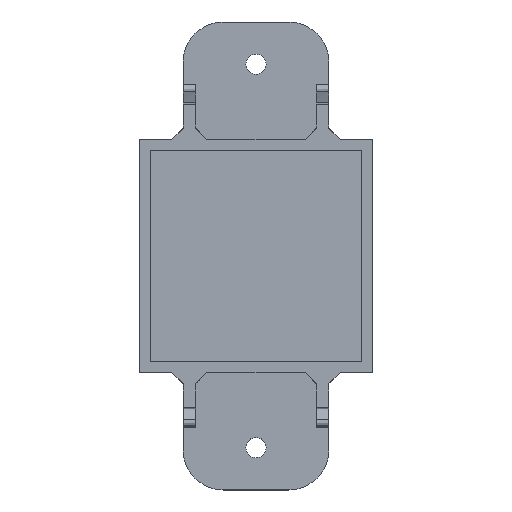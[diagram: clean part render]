
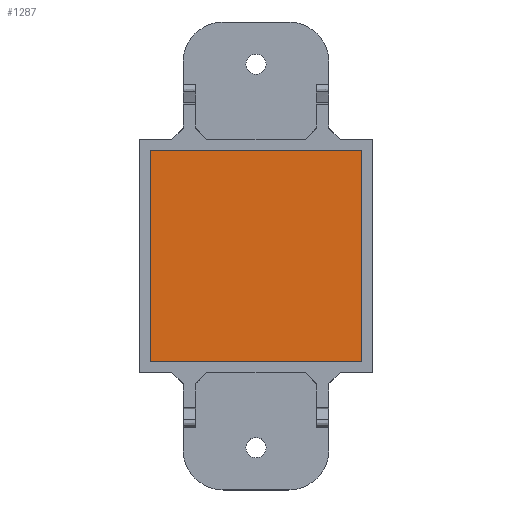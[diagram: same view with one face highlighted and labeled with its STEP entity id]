
A CAD part, top view. The second image highlights one B-rep face of the part: STEP entity #1287.
In plain terms, the highlighted planar face has unit normal (0, 0, 1).
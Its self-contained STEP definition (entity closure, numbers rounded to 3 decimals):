
#89=PLANE('',#1370);
#214=LINE('',#2736,#348);
#217=LINE('',#2742,#351);
#220=LINE('',#2746,#354);
#221=LINE('',#2748,#355);
#348=VECTOR('',#1615,10.);
#351=VECTOR('',#1620,10.);
#354=VECTOR('',#1625,10.);
#355=VECTOR('',#1628,10.);
#440=FACE_OUTER_BOUND('',#512,.T.);
#512=EDGE_LOOP('',(#1206,#1207,#1208,#1209));
#660=VERTEX_POINT('',#2734);
#661=VERTEX_POINT('',#2735);
#662=VERTEX_POINT('',#2740);
#663=VERTEX_POINT('',#2741);
#839=EDGE_CURVE('',#660,#661,#214,.T.);
#842=EDGE_CURVE('',#662,#663,#217,.T.);
#845=EDGE_CURVE('',#661,#662,#220,.T.);
#846=EDGE_CURVE('',#663,#660,#221,.T.);
#1206=ORIENTED_EDGE('',*,*,#839,.F.);
#1207=ORIENTED_EDGE('',*,*,#846,.F.);
#1208=ORIENTED_EDGE('',*,*,#842,.F.);
#1209=ORIENTED_EDGE('',*,*,#845,.F.);
#1287=ADVANCED_FACE('',(#440),#89,.T.);
#1370=AXIS2_PLACEMENT_3D('',#2754,#1638,#1639);
#1615=DIRECTION('',(-1.,0.,0.));
#1620=DIRECTION('',(1.,0.,0.));
#1625=DIRECTION('',(0.,1.,0.));
#1628=DIRECTION('',(0.,-1.,0.));
#1638=DIRECTION('center_axis',(0.,0.,1.));
#1639=DIRECTION('ref_axis',(1.,0.,0.));
#2734=CARTESIAN_POINT('',(21.,-21.,2.4));
#2735=CARTESIAN_POINT('',(-21.,-21.,2.4));
#2736=CARTESIAN_POINT('',(19.375,-21.,2.4));
#2740=CARTESIAN_POINT('',(-21.,21.,2.4));
#2741=CARTESIAN_POINT('',(21.,21.,2.4));
#2742=CARTESIAN_POINT('',(-1.625,21.,2.4));
#2746=CARTESIAN_POINT('',(-21.,-10.5,2.4));
#2748=CARTESIAN_POINT('',(21.,10.5,2.4));
#2754=CARTESIAN_POINT('Origin',(0.,0.,
2.4));
